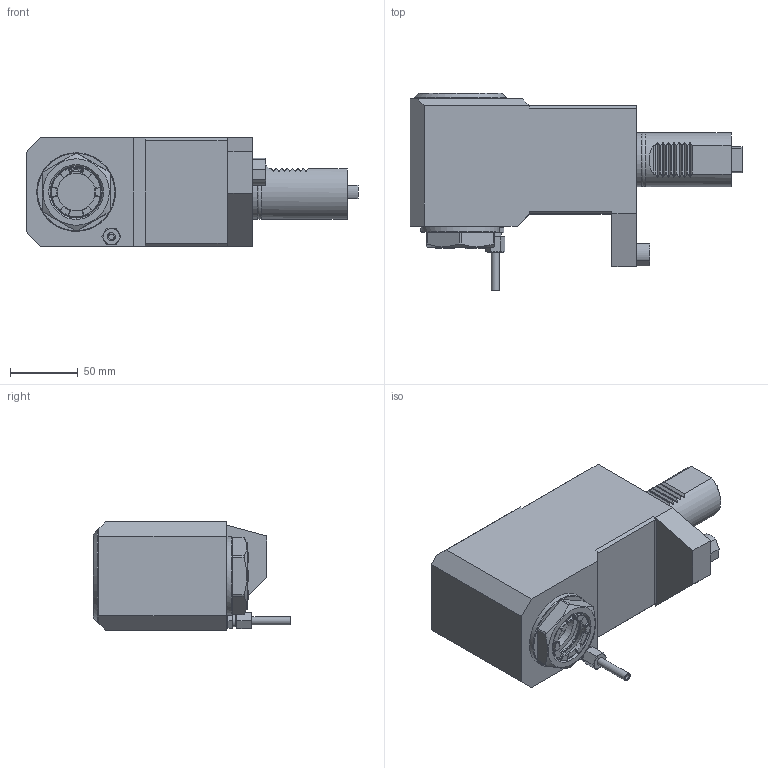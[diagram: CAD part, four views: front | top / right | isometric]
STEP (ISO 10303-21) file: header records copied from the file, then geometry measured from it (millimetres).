
FILE_DESCRIPTION(/* description */ ('8 030 46 329.01'),/* implementation_level */ '2;1');
FILE_NAME(/* name */ '8 030 46 329.01',/* time_stamp */ '2022-02-14T12:00:10+01:00',/* author */ ('heimatec GmbH'),/* organization */ (''),/* preprocessor_version */ 'ST-DEVELOPER v16.7',/* originating_system */ 'Solid Edge',/* authorisation */ 'Unknown');
FILE_SCHEMA (('AUTOMOTIVE_DESIGN {1 0 10303 214 3 1 1}'));
Length unit declared in the file: millimetre
Products named in the file (1): Part6
Bounding box: 245 x 145.5 x 80 mm (x, y, z)
Volume: 1311696.7 mm3; surface area: 93533 mm2
Topology: 1 solids, 1 shells, 379 faces, 981 edges, 644 vertices
Faces by surface type: plane 239, cylinder 106, cone 27, torus 5, bspline 2
Full cylindrical faces by diameter (mm): 0.425 x1, 0.51 x1, 1.6 x1, 4 x1, 6 x1, 8.917 x1, 12 x1, 27.9 x1, 36.5 x1, 38.376 x2, 38.5 x2, 40 x2, 40.2 x1, 50 x1, 58 x1, 68 x1
Entity records: 11674 total; most frequent: CARTESIAN_POINT 2703, ORIENTED_EDGE 1852, DIRECTION 1770, EDGE_CURVE 926, VERTEX_POINT 627, AXIS2_PLACEMENT_3D 606, LINE 558, VECTOR 558
